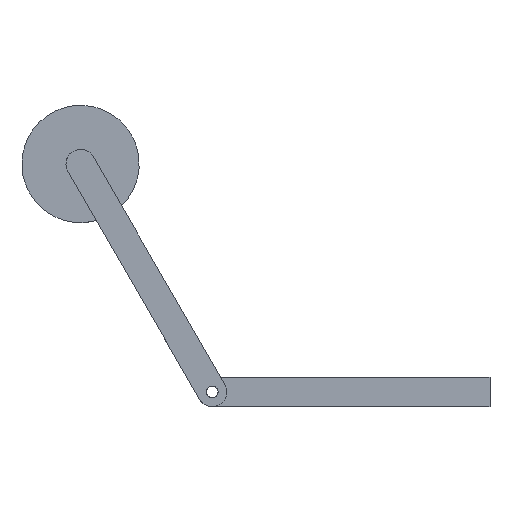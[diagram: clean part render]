
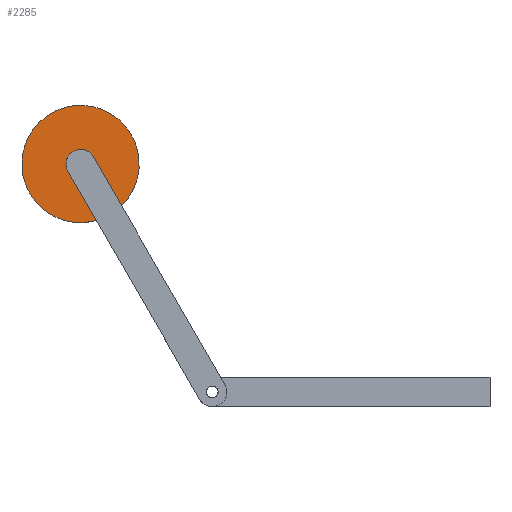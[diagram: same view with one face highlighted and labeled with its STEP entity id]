
A CAD part, top view. The second image highlights one B-rep face of the part: STEP entity #2285.
In plain terms, the highlighted free-form (B-spline) face has degree [1, 1] with [2, 2] control points.
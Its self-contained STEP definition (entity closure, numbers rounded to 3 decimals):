
#2113 = EDGE_CURVE('',#2114,#2116,#2118,.T.);
#2114 = VERTEX_POINT('',#2115);
#2115 = CARTESIAN_POINT('',(-100.833,53.044,
    -4.407));
#2116 = VERTEX_POINT('',#2117);
#2117 = CARTESIAN_POINT('',(-103.378,51.575,
    -4.407));
#2118 = B_SPLINE_CURVE_WITH_KNOTS('',1,(#2119,#2120),.UNSPECIFIED.,.F.,
  .F.,(2,2),(-1.502,0.498),.PIECEWISE_BEZIER_KNOTS.);
#2119 = CARTESIAN_POINT('',(-100.833,53.044,
    -4.407));
#2120 = CARTESIAN_POINT('',(-103.378,51.575,
    -4.407));
#2149 = EDGE_CURVE('',#2116,#2150,#2152,.T.);
#2150 = VERTEX_POINT('',#2151);
#2151 = CARTESIAN_POINT('',(-104.847,54.119,
    -4.407));
#2152 = B_SPLINE_CURVE_WITH_KNOTS('',1,(#2153,#2154),.UNSPECIFIED.,.F.,
  .F.,(2,2),(-1.506,0.494),.PIECEWISE_BEZIER_KNOTS.);
#2153 = CARTESIAN_POINT('',(-103.378,51.575,
    -4.407));
#2154 = CARTESIAN_POINT('',(-104.847,54.119,
    -4.407));
#2177 = EDGE_CURVE('',#2150,#2178,#2180,.T.);
#2178 = VERTEX_POINT('',#2179);
#2179 = CARTESIAN_POINT('',(-102.303,55.588,
    -4.407));
#2180 = B_SPLINE_CURVE_WITH_KNOTS('',1,(#2181,#2182),.UNSPECIFIED.,.F.,
  .F.,(2,2),(-1.498,0.502),.PIECEWISE_BEZIER_KNOTS.);
#2181 = CARTESIAN_POINT('',(-104.847,54.119,
    -4.407));
#2182 = CARTESIAN_POINT('',(-102.303,55.588,
    -4.407));
#2205 = EDGE_CURVE('',#2178,#2114,#2206,.T.);
#2206 = B_SPLINE_CURVE_WITH_KNOTS('',1,(#2207,#2208),.UNSPECIFIED.,.F.,
  .F.,(2,2),(-1.494,0.506),.PIECEWISE_BEZIER_KNOTS.);
#2207 = CARTESIAN_POINT('',(-102.303,55.588,
    -4.407));
#2208 = CARTESIAN_POINT('',(-100.833,53.044,
    -4.407));
#2237 = EDGE_CURVE('',#2238,#2238,#2240,.T.);
#2238 = VERTEX_POINT('',#2239);
#2239 = CARTESIAN_POINT('',(-95.49,40.839,
    -4.407));
#2240 = ( BOUNDED_CURVE() B_SPLINE_CURVE(2,(#2241,#2242,#2243,#2244,
#2245,#2246,#2247),.UNSPECIFIED.,.T.,.F.) B_SPLINE_CURVE_WITH_KNOTS((3,2
    ,2,3),(3.142,5.236,7.33,9.425),
.PIECEWISE_BEZIER_KNOTS.) CURVE() GEOMETRIC_REPRESENTATION_ITEM() 
RATIONAL_B_SPLINE_CURVE((1.,0.5,1.,0.5,1.,0.5,1.)) REPRESENTATION_ITEM(
  '') );
#2241 = CARTESIAN_POINT('',(-95.49,40.839,
    -4.407));
#2242 = CARTESIAN_POINT('',(-73.396,53.595,
    -4.407));
#2243 = CARTESIAN_POINT('',(-95.49,66.351,
    -4.407));
#2244 = CARTESIAN_POINT('',(-117.585,79.107,
    -4.407));
#2245 = CARTESIAN_POINT('',(-117.585,53.595,
    -4.407));
#2246 = CARTESIAN_POINT('',(-117.585,28.082,
    -4.407));
#2247 = CARTESIAN_POINT('',(-95.49,40.839,
    -4.407));
#2285 = ADVANCED_FACE('',(#2286,#2289),#2295,.T.);
#2286 = FACE_BOUND('',#2287,.T.);
#2287 = EDGE_LOOP('',(#2288));
#2288 = ORIENTED_EDGE('',*,*,#2237,.T.);
#2289 = FACE_BOUND('',#2290,.T.);
#2290 = EDGE_LOOP('',(#2291,#2292,#2293,#2294));
#2291 = ORIENTED_EDGE('',*,*,#2113,.T.);
#2292 = ORIENTED_EDGE('',*,*,#2149,.T.);
#2293 = ORIENTED_EDGE('',*,*,#2177,.T.);
#2294 = ORIENTED_EDGE('',*,*,#2205,.T.);
#2295 = B_SPLINE_SURFACE_WITH_KNOTS('',1,1,(
    (#2296,#2297)
    ,(#2298,#2299
    )),.UNSPECIFIED.,.F.,.F.,.F.,(2,2),(2,2),(-10.026,
    10.026),(-10.026,10.026),
  .PIECEWISE_BEZIER_KNOTS.);
#2296 = CARTESIAN_POINT('',(-82.734,48.203,
    -4.407));
#2297 = CARTESIAN_POINT('',(-108.247,33.474,
    -4.407));
#2298 = CARTESIAN_POINT('',(-97.464,73.716,
    -4.407));
#2299 = CARTESIAN_POINT('',(-122.976,58.986,
    -4.407));
